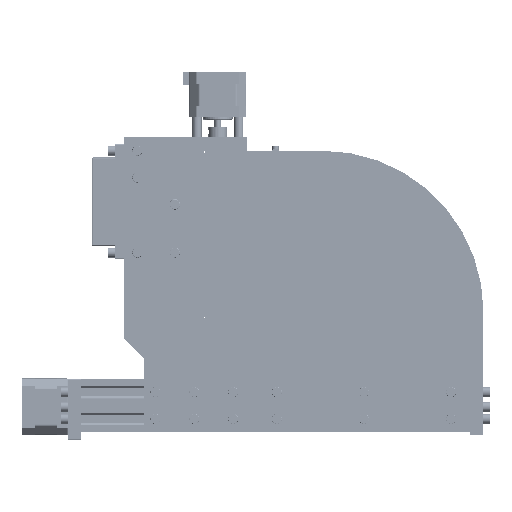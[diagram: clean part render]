
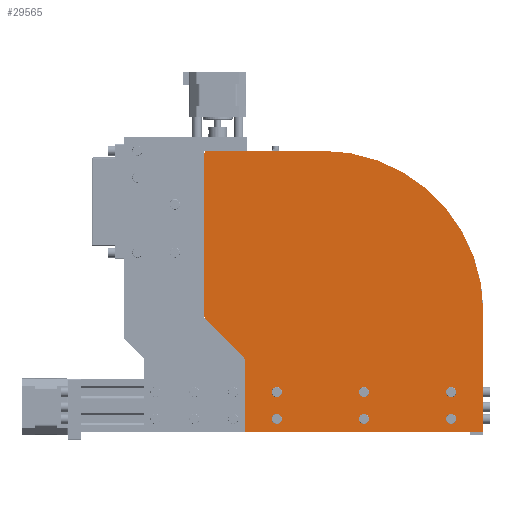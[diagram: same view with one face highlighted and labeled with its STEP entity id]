
A CAD part, left-side view. The second image highlights one B-rep face of the part: STEP entity #29565.
In plain terms, the highlighted face is planar.
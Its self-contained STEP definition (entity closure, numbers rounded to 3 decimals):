
#1783=FACE_BOUND('',#6187,.T.);
#1784=FACE_BOUND('',#6188,.T.);
#1785=FACE_BOUND('',#6189,.T.);
#1786=FACE_BOUND('',#6190,.T.);
#1787=FACE_BOUND('',#6191,.T.);
#1788=FACE_BOUND('',#6192,.T.);
#2844=PLANE('',#32876);
#4357=FACE_OUTER_BOUND('',#6186,.T.);
#6186=EDGE_LOOP('',(#27495,#27496,#27497,#27498,#27499,#27500,#27501,#27502,
#27503,#27504,#27505,#27506));
#6187=EDGE_LOOP('',(#27507));
#6188=EDGE_LOOP('',(#27508));
#6189=EDGE_LOOP('',(#27509));
#6190=EDGE_LOOP('',(#27510));
#6191=EDGE_LOOP('',(#27511));
#6192=EDGE_LOOP('',(#27512));
#9199=LINE('',#50896,#12254);
#9202=LINE('',#50902,#12257);
#9206=LINE('',#50914,#12261);
#9210=LINE('',#50926,#12265);
#9214=LINE('',#50938,#12269);
#9218=LINE('',#50950,#12273);
#9221=LINE('',#50954,#12276);
#12254=VECTOR('',#41209,10.);
#12257=VECTOR('',#41214,10.);
#12261=VECTOR('',#41226,10.);
#12265=VECTOR('',#41238,10.);
#12269=VECTOR('',#41250,10.);
#12273=VECTOR('',#41262,10.);
#12276=VECTOR('',#41267,10.);
#13187=CIRCLE('',#32837,2.75);
#13189=CIRCLE('',#32840,2.75);
#13191=CIRCLE('',#32843,2.75);
#13193=CIRCLE('',#32846,2.75);
#13195=CIRCLE('',#32849,2.75);
#13197=CIRCLE('',#32852,2.75);
#13200=CIRCLE('',#32856,2.);
#13202=CIRCLE('',#32861,5.);
#13204=CIRCLE('',#32865,2.);
#13206=CIRCLE('',#32869,120.);
#13208=CIRCLE('',#32873,2.);
#15733=VERTEX_POINT('',#50848);
#15735=VERTEX_POINT('',#50854);
#15737=VERTEX_POINT('',#50860);
#15739=VERTEX_POINT('',#50866);
#15741=VERTEX_POINT('',#50872);
#15743=VERTEX_POINT('',#50878);
#15747=VERTEX_POINT('',#50887);
#15748=VERTEX_POINT('',#50889);
#15750=VERTEX_POINT('',#50895);
#15752=VERTEX_POINT('',#50901);
#15754=VERTEX_POINT('',#50907);
#15756=VERTEX_POINT('',#50913);
#15758=VERTEX_POINT('',#50919);
#15760=VERTEX_POINT('',#50925);
#15762=VERTEX_POINT('',#50931);
#15764=VERTEX_POINT('',#50937);
#15766=VERTEX_POINT('',#50943);
#15768=VERTEX_POINT('',#50949);
#19645=EDGE_CURVE('',#15733,#15733,#13187,.T.);
#19648=EDGE_CURVE('',#15735,#15735,#13189,.T.);
#19651=EDGE_CURVE('',#15737,#15737,#13191,.T.);
#19654=EDGE_CURVE('',#15739,#15739,#13193,.T.);
#19657=EDGE_CURVE('',#15741,#15741,#13195,.T.);
#19660=EDGE_CURVE('',#15743,#15743,#13197,.T.);
#19665=EDGE_CURVE('',#15748,#15747,#13200,.T.);
#19668=EDGE_CURVE('',#15750,#15748,#9199,.T.);
#19671=EDGE_CURVE('',#15752,#15750,#9202,.T.);
#19674=EDGE_CURVE('',#15754,#15752,#13202,.T.);
#19677=EDGE_CURVE('',#15756,#15754,#9206,.T.);
#19680=EDGE_CURVE('',#15758,#15756,#13204,.T.);
#19683=EDGE_CURVE('',#15760,#15758,#9210,.T.);
#19686=EDGE_CURVE('',#15762,#15760,#13206,.T.);
#19689=EDGE_CURVE('',#15764,#15762,#9214,.T.);
#19692=EDGE_CURVE('',#15766,#15764,#13208,.T.);
#19695=EDGE_CURVE('',#15768,#15766,#9218,.T.);
#19698=EDGE_CURVE('',#15747,#15768,#9221,.T.);
#27495=ORIENTED_EDGE('',*,*,#19698,.T.);
#27496=ORIENTED_EDGE('',*,*,#19695,.T.);
#27497=ORIENTED_EDGE('',*,*,#19692,.T.);
#27498=ORIENTED_EDGE('',*,*,#19689,.T.);
#27499=ORIENTED_EDGE('',*,*,#19686,.T.);
#27500=ORIENTED_EDGE('',*,*,#19683,.T.);
#27501=ORIENTED_EDGE('',*,*,#19680,.T.);
#27502=ORIENTED_EDGE('',*,*,#19677,.T.);
#27503=ORIENTED_EDGE('',*,*,#19674,.T.);
#27504=ORIENTED_EDGE('',*,*,#19671,.T.);
#27505=ORIENTED_EDGE('',*,*,#19668,.T.);
#27506=ORIENTED_EDGE('',*,*,#19665,.T.);
#27507=ORIENTED_EDGE('',*,*,#19660,.T.);
#27508=ORIENTED_EDGE('',*,*,#19657,.T.);
#27509=ORIENTED_EDGE('',*,*,#19654,.T.);
#27510=ORIENTED_EDGE('',*,*,#19651,.T.);
#27511=ORIENTED_EDGE('',*,*,#19648,.T.);
#27512=ORIENTED_EDGE('',*,*,#19645,.T.);
#29565=ADVANCED_FACE('',(#4357,#1783,#1784,#1785,#1786,#1787,#1788),#2844,
 .T.);
#32837=AXIS2_PLACEMENT_3D('',#50849,#41158,#41159);
#32840=AXIS2_PLACEMENT_3D('',#50855,#41165,#41166);
#32843=AXIS2_PLACEMENT_3D('',#50861,#41172,#41173);
#32846=AXIS2_PLACEMENT_3D('',#50867,#41179,#41180);
#32849=AXIS2_PLACEMENT_3D('',#50873,#41186,#41187);
#32852=AXIS2_PLACEMENT_3D('',#50879,#41193,#41194);
#32856=AXIS2_PLACEMENT_3D('',#50890,#41203,#41204);
#32861=AXIS2_PLACEMENT_3D('',#50908,#41220,#41221);
#32865=AXIS2_PLACEMENT_3D('',#50920,#41232,#41233);
#32869=AXIS2_PLACEMENT_3D('',#50932,#41244,#41245);
#32873=AXIS2_PLACEMENT_3D('',#50944,#41256,#41257);
#32876=AXIS2_PLACEMENT_3D('',#50955,#41268,#41269);
#41158=DIRECTION('center_axis',(0.,1.,0.));
#41159=DIRECTION('ref_axis',(1.,0.,0.));
#41165=DIRECTION('center_axis',(0.,1.,0.));
#41166=DIRECTION('ref_axis',(1.,0.,0.));
#41172=DIRECTION('center_axis',(0.,1.,0.));
#41173=DIRECTION('ref_axis',(1.,0.,0.));
#41179=DIRECTION('center_axis',(0.,1.,0.));
#41180=DIRECTION('ref_axis',(1.,0.,0.));
#41186=DIRECTION('center_axis',(0.,1.,0.));
#41187=DIRECTION('ref_axis',(1.,0.,0.));
#41193=DIRECTION('center_axis',(0.,1.,0.));
#41194=DIRECTION('ref_axis',(1.,0.,0.));
#41203=DIRECTION('center_axis',(0.,1.,0.));
#41204=DIRECTION('ref_axis',(1.,0.,0.));
#41209=DIRECTION('',(0.707,0.,-0.707));
#41214=DIRECTION('',(0.707,0.,-0.707));
#41220=DIRECTION('center_axis',(0.,-1.,0.));
#41221=DIRECTION('ref_axis',(-1.,0.,0.));
#41226=DIRECTION('',(0.,0.,-1.));
#41232=DIRECTION('center_axis',(0.,-1.,0.));
#41233=DIRECTION('ref_axis',(0.,0.,1.));
#41238=DIRECTION('',(-1.,0.,0.));
#41244=DIRECTION('center_axis',(0.,-1.,0.));
#41245=DIRECTION('ref_axis',(1.,0.,0.));
#41250=DIRECTION('',(0.,0.,1.));
#41256=DIRECTION('center_axis',(0.,-1.,0.));
#41257=DIRECTION('ref_axis',(0.,0.,-1.));
#41262=DIRECTION('',(1.,0.,0.));
#41267=DIRECTION('',(0.,0.,-1.));
#41268=DIRECTION('center_axis',(0.,-1.,0.));
#41269=DIRECTION('ref_axis',(1.,0.,0.));
#50848=CARTESIAN_POINT('',(71.25,-5.,-10.));
#50849=CARTESIAN_POINT('Origin',(74.,-5.,-10.));
#50854=CARTESIAN_POINT('',(201.25,-5.,-30.));
#50855=CARTESIAN_POINT('Origin',(204.,-5.,-30.));
#50860=CARTESIAN_POINT('',(201.25,-5.,-10.));
#50861=CARTESIAN_POINT('Origin',(204.,-5.,-10.));
#50866=CARTESIAN_POINT('',(71.25,-5.,-30.));
#50867=CARTESIAN_POINT('Origin',(74.,-5.,-30.));
#50872=CARTESIAN_POINT('',(136.25,-5.,-30.));
#50873=CARTESIAN_POINT('Origin',(139.,-5.,-30.));
#50878=CARTESIAN_POINT('',(136.25,-5.,-10.));
#50879=CARTESIAN_POINT('Origin',(139.,-5.,-10.));
#50887=CARTESIAN_POINT('',(50.,-5.,14.172));
#50889=CARTESIAN_POINT('',(49.414,-5.,15.586));
#50890=CARTESIAN_POINT('Origin',(48.,-5.,14.172));
#50895=CARTESIAN_POINT('',(48.536,-5.,16.464));
#50896=CARTESIAN_POINT('',(49.414,-5.,15.586));
#50901=CARTESIAN_POINT('',(21.464,-5.,43.536));
#50902=CARTESIAN_POINT('',(48.536,-5.,16.464));
#50907=CARTESIAN_POINT('',(20.,-5.,47.071));
#50908=CARTESIAN_POINT('Origin',(25.,-5.,47.071));
#50913=CARTESIAN_POINT('',(20.,-5.,168.));
#50914=CARTESIAN_POINT('',(20.,-5.,168.));
#50919=CARTESIAN_POINT('',(22.,-5.,170.));
#50920=CARTESIAN_POINT('Origin',(22.,-5.,168.));
#50925=CARTESIAN_POINT('',(108.,-5.,170.));
#50926=CARTESIAN_POINT('',(108.,-5.,170.));
#50931=CARTESIAN_POINT('',(228.,-5.,50.));
#50932=CARTESIAN_POINT('Origin',(108.,-5.,50.));
#50937=CARTESIAN_POINT('',(228.,-5.,-38.));
#50938=CARTESIAN_POINT('',(228.,-5.,-38.));
#50943=CARTESIAN_POINT('',(226.,-5.,-40.));
#50944=CARTESIAN_POINT('Origin',(226.,-5.,-38.));
#50949=CARTESIAN_POINT('',(50.,-5.,-40.));
#50950=CARTESIAN_POINT('',(50.,-5.,-40.));
#50954=CARTESIAN_POINT('',(50.,-5.,12.929));
#50955=CARTESIAN_POINT('Origin',(124.,-5.,65.));
